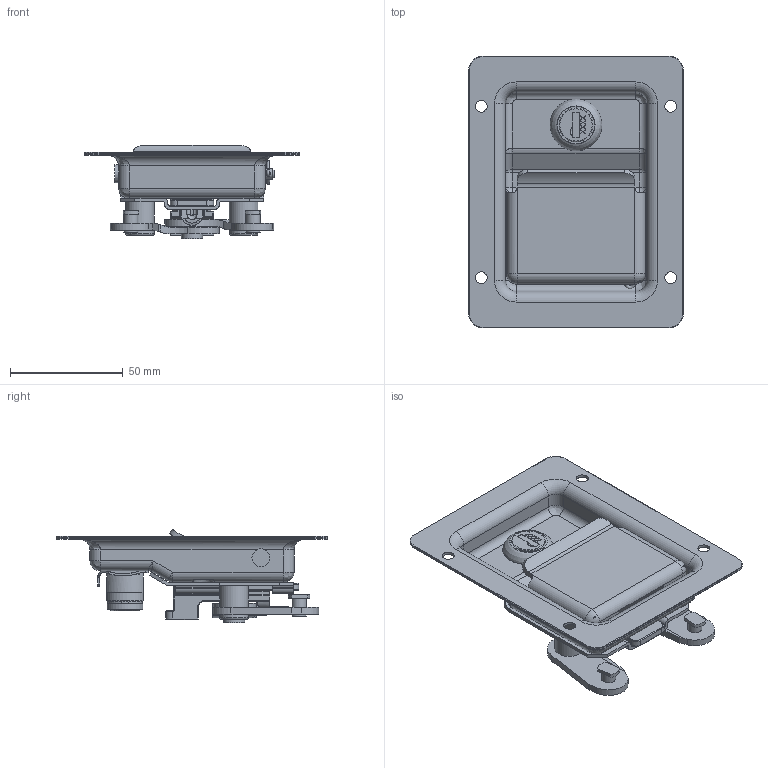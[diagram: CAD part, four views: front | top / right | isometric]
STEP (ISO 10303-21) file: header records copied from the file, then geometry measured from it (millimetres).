
FILE_DESCRIPTION(/* description */ (''),/* implementation_level */ '2;1');
FILE_NAME(/* name */ '3-3972-SS51.stp',/* time_stamp */ '2020-11-24T17:06:07-05:00',/* author */ ('jenniferk'),/* organization */ (''),/* preprocessor_version */ 'ST-DEVELOPER v18.1',/* originating_system */ 'Autodesk Inventor 2020',/* authorisation */ '');
FILE_SCHEMA (('AUTOMOTIVE_DESIGN { 1 0 10303 214 3 1 1 }'));
Length unit declared in the file: inch
Products named in the file (1): 3-3972-SS51_Shrinkwrap_1
Bounding box: 95.25 x 120.65 x 41.32 mm (x, y, z)
Volume: 62504.4 mm3; surface area: 68597.2 mm2
Topology: 18 solids, 18 shells, 1302 faces, 3389 edges, 2146 vertices
Faces by surface type: plane 675, cylinder 357, bspline 140, torus 87, sphere 41, cone 2
Full cylindrical faces by diameter (mm): 1.499 x3, 1.854 x1, 3.175 x1, 4.661 x2, 4.775 x1, 4.788 x2, 5.055 x2, 5.207 x2, 5.283 x4, 5.537 x1, 6.286 x4, 6.287 x2, 6.515 x4, 7.925 x1, 9.208 x2, 9.461 x3, 9.525 x2, 12.7 x7, 15.088 x1, 15.24 x1
Entity records: 44244 total; most frequent: CARTESIAN_POINT 11691, ORIENTED_EDGE 6682, DIRECTION 6285, EDGE_CURVE 3341, VERTEX_POINT 2146, AXIS2_PLACEMENT_3D 2108, LINE 2069, VECTOR 2069
